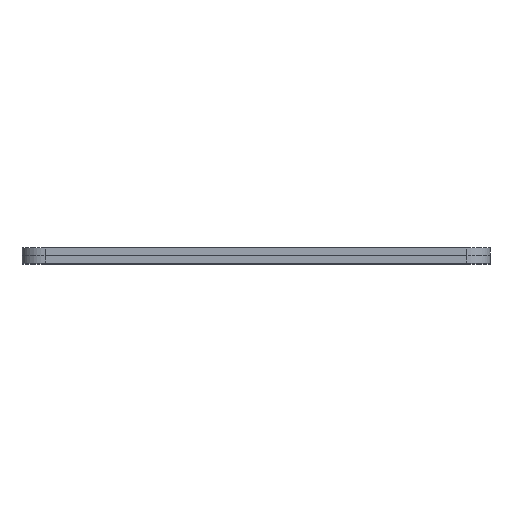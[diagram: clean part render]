
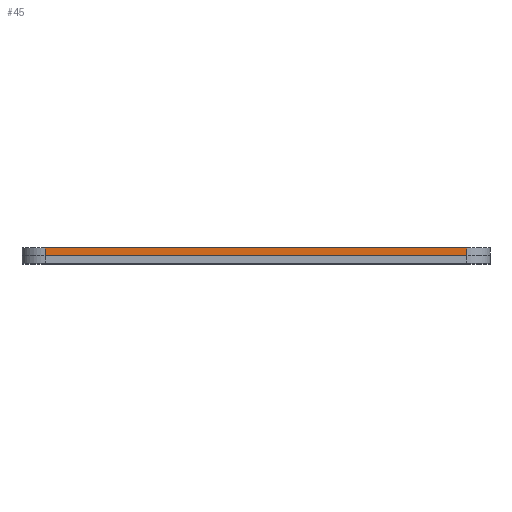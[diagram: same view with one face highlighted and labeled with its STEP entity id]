
A CAD part, top view. The second image highlights one B-rep face of the part: STEP entity #45.
In plain terms, the highlighted planar face has unit normal (0, 0, 1).
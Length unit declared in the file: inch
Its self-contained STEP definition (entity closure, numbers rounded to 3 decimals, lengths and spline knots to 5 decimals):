
#41 = CARTESIAN_POINT ( 'NONE',  ( 3.4375, 0., 3.8125 ) ) ;
#45 = ADVANCED_FACE ( 'NONE', ( #3755 ), #579, .T. ) ;
#88 = ORIENTED_EDGE ( 'NONE', *, *, #3515, .F. ) ;
#90 = DIRECTION ( 'NONE',  ( 0., 1., 0. ) ) ;
#230 = VERTEX_POINT ( 'NONE', #3584 ) ;
#266 = VERTEX_POINT ( 'NONE', #728 ) ;
#511 = ORIENTED_EDGE ( 'NONE', *, *, #1408, .T. ) ;
#579 = PLANE ( 'NONE',  #2297 ) ;
#580 = CARTESIAN_POINT ( 'NONE',  ( 3.4375, 0.125, 3.8125 ) ) ;
#724 = DIRECTION ( 'NONE',  ( -1., 0., 0. ) ) ;
#728 = CARTESIAN_POINT ( 'NONE',  ( 3.4375, 0., 3.8125 ) ) ;
#819 = ORIENTED_EDGE ( 'NONE', *, *, #3562, .T. ) ;
#907 = VERTEX_POINT ( 'NONE', #2403 ) ;
#963 = LINE ( 'NONE', #3042, #1843 ) ;
#1303 = CARTESIAN_POINT ( 'NONE',  ( -3.4375, 0.125, 3.8125 ) ) ;
#1361 = EDGE_CURVE ( 'NONE', #266, #907, #3205, .T. ) ;
#1408 = EDGE_CURVE ( 'NONE', #230, #266, #3511, .T. ) ;
#1433 = CARTESIAN_POINT ( 'NONE',  ( 3.4375, 0.125, 3.8125 ) ) ;
#1449 = DIRECTION ( 'NONE',  ( 1., 0., 0. ) ) ;
#1484 = VECTOR ( 'NONE', #2628, 39.37008 ) ;
#1510 = DIRECTION ( 'NONE',  ( 0., 1., 0. ) ) ;
#1579 = LINE ( 'NONE', #2750, #1904 ) ;
#1775 = ORIENTED_EDGE ( 'NONE', *, *, #1361, .T. ) ;
#1843 = VECTOR ( 'NONE', #724, 39.37008 ) ;
#1904 = VECTOR ( 'NONE', #90, 39.37008 ) ;
#2073 = DIRECTION ( 'NONE',  ( 0., 0., 1. ) ) ;
#2297 = AXIS2_PLACEMENT_3D ( 'NONE', #1433, #2073, #1449 ) ;
#2403 = CARTESIAN_POINT ( 'NONE',  ( 3.4375, 0.125, 3.8125 ) ) ;
#2568 = EDGE_LOOP ( 'NONE', ( #819, #88, #511, #1775 ) ) ;
#2628 = DIRECTION ( 'NONE',  ( 1., 0., 0. ) ) ;
#2750 = CARTESIAN_POINT ( 'NONE',  ( -3.4375, 0.125, 3.8125 ) ) ;
#2768 = VERTEX_POINT ( 'NONE', #1303 ) ;
#2961 = VECTOR ( 'NONE', #1510, 39.37008 ) ;
#3042 = CARTESIAN_POINT ( 'NONE',  ( -3.4375, 0.125, 3.8125 ) ) ;
#3205 = LINE ( 'NONE', #580, #2961 ) ;
#3511 = LINE ( 'NONE', #41, #1484 ) ;
#3515 = EDGE_CURVE ( 'NONE', #230, #2768, #1579, .T. ) ;
#3562 = EDGE_CURVE ( 'NONE', #907, #2768, #963, .T. ) ;
#3584 = CARTESIAN_POINT ( 'NONE',  ( -3.4375, 0., 3.8125 ) ) ;
#3755 = FACE_OUTER_BOUND ( 'NONE', #2568, .T. ) ;
